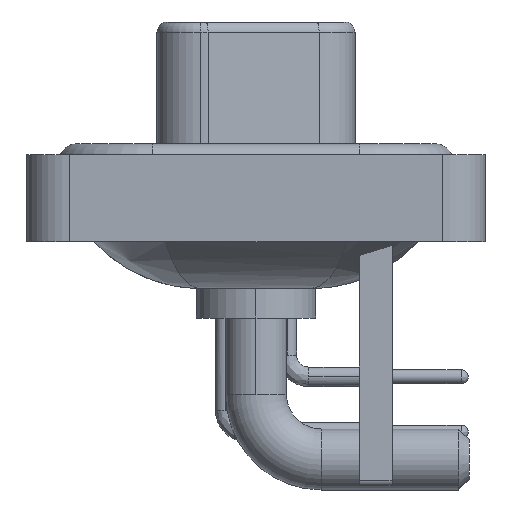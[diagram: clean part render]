
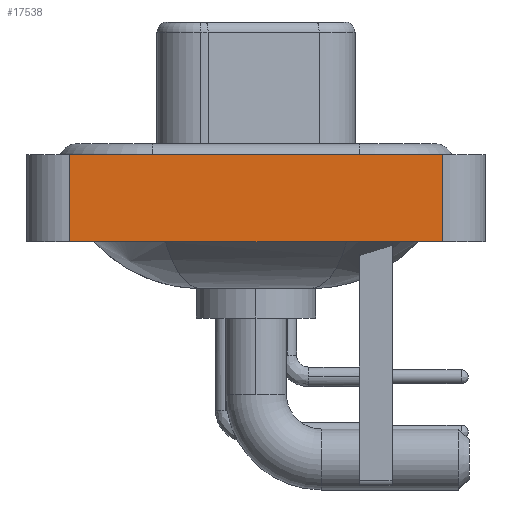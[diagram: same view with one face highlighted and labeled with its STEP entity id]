
A CAD part, left-side view. The second image highlights one B-rep face of the part: STEP entity #17538.
In plain terms, the highlighted planar face has unit normal (-1, 0, 0).
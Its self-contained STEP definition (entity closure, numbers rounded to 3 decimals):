
#3396 = DIRECTION ( 'NONE',  ( 0., -1., 0. ) ) ;
#3942 = ORIENTED_EDGE ( 'NONE', *, *, #20350, .T. ) ;
#4070 = VECTOR ( 'NONE', #6700, 1000. ) ;
#4360 = DIRECTION ( 'NONE',  ( 0., 0., 1. ) ) ;
#4635 = CARTESIAN_POINT ( 'NONE',  ( -7.3, -8.55, -3.6 ) ) ;
#4826 = VERTEX_POINT ( 'NONE', #7435 ) ;
#6000 = DIRECTION ( 'NONE',  ( 0., 0., 1. ) ) ;
#6700 = DIRECTION ( 'NONE',  ( 0., -1., 0. ) ) ;
#7435 = CARTESIAN_POINT ( 'NONE',  ( -7.3, -8.55, 0.4 ) ) ;
#8101 = FACE_OUTER_BOUND ( 'NONE', #23038, .T. ) ;
#8401 = VERTEX_POINT ( 'NONE', #17672 ) ;
#8524 = ORIENTED_EDGE ( 'NONE', *, *, #22289, .F. ) ;
#9580 = CARTESIAN_POINT ( 'NONE',  ( -7.3, 8.55, -3.6 ) ) ;
#9886 = ORIENTED_EDGE ( 'NONE', *, *, #11982, .T. ) ;
#10371 = VECTOR ( 'NONE', #3396, 1000. ) ;
#10527 = LINE ( 'NONE', #19881, #4070 ) ;
#10532 = DIRECTION ( 'NONE',  ( 0., 0., 1. ) ) ;
#10868 = ORIENTED_EDGE ( 'NONE', *, *, #20128, .F. ) ;
#11354 = CARTESIAN_POINT ( 'NONE',  ( -7.3, -8.55, -3.6 ) ) ;
#11982 = EDGE_CURVE ( 'NONE', #13287, #4826, #12575, .T. ) ;
#12575 = LINE ( 'NONE', #4635, #20469 ) ;
#13287 = VERTEX_POINT ( 'NONE', #13769 ) ;
#13769 = CARTESIAN_POINT ( 'NONE',  ( -7.3, -8.55, -3.6 ) ) ;
#14847 = VECTOR ( 'NONE', #6000, 1000. ) ;
#15744 = CARTESIAN_POINT ( 'NONE',  ( -7.3, 8.55, 0.4 ) ) ;
#17538 = ADVANCED_FACE ( 'NONE', ( #8101 ), #21797, .T. ) ;
#17672 = CARTESIAN_POINT ( 'NONE',  ( -7.3, 8.55, -3.6 ) ) ;
#19881 = CARTESIAN_POINT ( 'NONE',  ( -7.3, -8.55, 0.4 ) ) ;
#20128 = EDGE_CURVE ( 'NONE', #8401, #24646, #25191, .T. ) ;
#20350 = EDGE_CURVE ( 'NONE', #8401, #13287, #20575, .T. ) ;
#20469 = VECTOR ( 'NONE', #10532, 1000. ) ;
#20575 = LINE ( 'NONE', #11354, #10371 ) ;
#21797 = PLANE ( 'NONE',  #23194 ) ;
#21914 = CARTESIAN_POINT ( 'NONE',  ( -7.3, -8.55, -3.6 ) ) ;
#22171 = DIRECTION ( 'NONE',  ( -1., 0., 0. ) ) ;
#22289 = EDGE_CURVE ( 'NONE', #24646, #4826, #10527, .T. ) ;
#23038 = EDGE_LOOP ( 'NONE', ( #9886, #8524, #10868, #3942 ) ) ;
#23194 = AXIS2_PLACEMENT_3D ( 'NONE', #21914, #22171, #4360 ) ;
#24646 = VERTEX_POINT ( 'NONE', #15744 ) ;
#25191 = LINE ( 'NONE', #9580, #14847 ) ;
